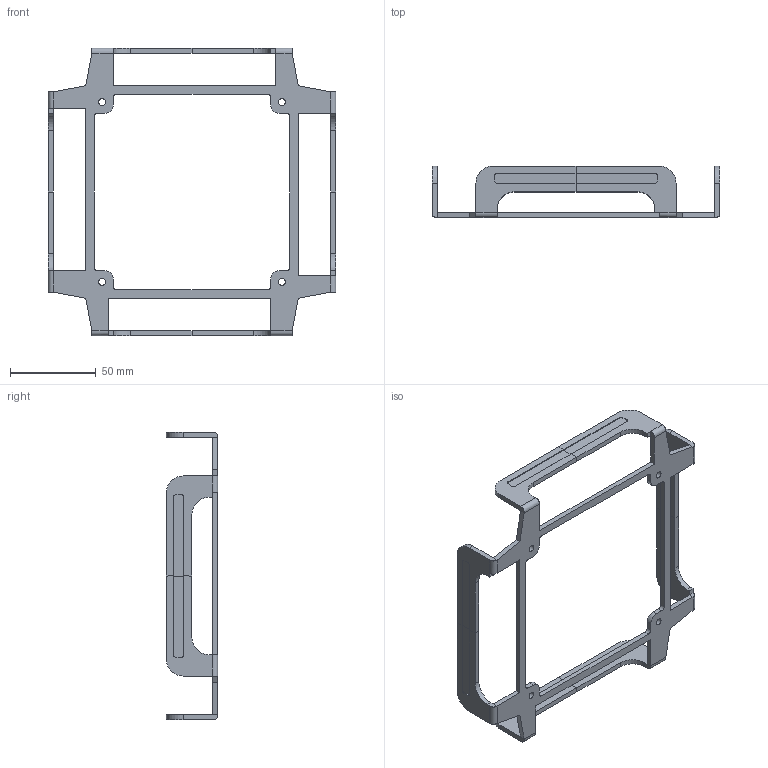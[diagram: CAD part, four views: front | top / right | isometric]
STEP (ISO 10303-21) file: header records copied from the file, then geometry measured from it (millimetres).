
FILE_DESCRIPTION(/* description */ (''),/* implementation_level */ '2;1');
FILE_NAME(/* name */ '盖板c 0607.stp',/* time_stamp */ '2014-06-07T14:11:55+08:00',/* author */ (''),/* organization */ (''),/* preprocessor_version */ 'ST-DEVELOPER v14.6',/* originating_system */ '',/* authorisation */ '');
FILE_SCHEMA (('AUTOMOTIVE_DESIGN { 1 2 10303 214 1 1 1 1 }'));
Length unit declared in the file: centimetre
Products named in the file (1): 1234-K789
Bounding box: 168 x 30 x 168 mm (x, y, z)
Volume: 14006.2 mm3; surface area: 33953.7 mm2
Topology: 1 solids, 5 shells, 190 faces, 512 edges, 328 vertices
Faces by surface type: plane 134, cylinder 48, bspline 8
Full cylindrical faces by diameter (mm): 4 x4
Entity records: 5979 total; most frequent: CARTESIAN_POINT 1195, ORIENTED_EDGE 1000, DIRECTION 954, EDGE_CURVE 508, LINE 396, VECTOR 396, VERTEX_POINT 328, AXIS2_PLACEMENT_3D 279
